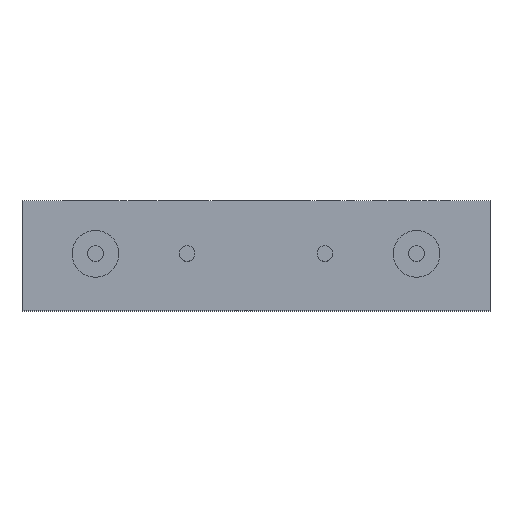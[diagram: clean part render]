
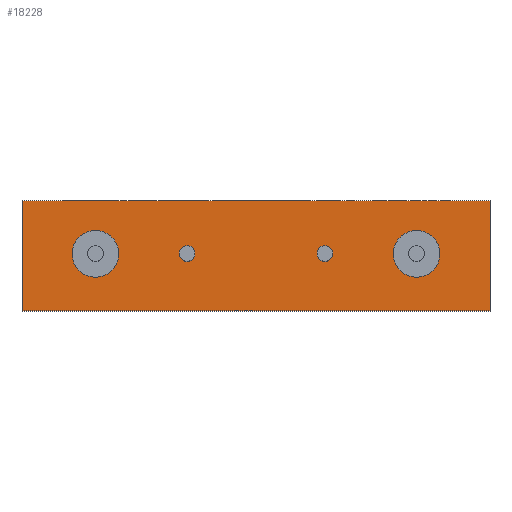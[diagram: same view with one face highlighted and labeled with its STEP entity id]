
A CAD part, top view. The second image highlights one B-rep face of the part: STEP entity #18228.
In plain terms, the highlighted planar face has unit normal (0, 0, 1).
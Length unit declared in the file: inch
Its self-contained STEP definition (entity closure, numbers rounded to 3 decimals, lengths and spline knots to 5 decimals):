
#54 = DIRECTION ( 'NONE',  ( 1., 0., 0. ) ) ;
#109 = CARTESIAN_POINT ( 'NONE',  ( 0.075, 0.062, 0.195 ) ) ;
#359 = AXIS2_PLACEMENT_3D ( 'NONE', #6624, #3110, #15247 ) ;
#420 = DIRECTION ( 'NONE',  ( 0., 0., 1. ) ) ;
#523 = AXIS2_PLACEMENT_3D ( 'NONE', #7326, #10850, #2222 ) ;
#712 = AXIS2_PLACEMENT_3D ( 'NONE', #12201, #15604, #54 ) ;
#723 = DIRECTION ( 'NONE',  ( 0., -1., 0. ) ) ;
#1050 = CARTESIAN_POINT ( 'NONE',  ( 0.175, 0.062, 0.195 ) ) ;
#1097 = CARTESIAN_POINT ( 'NONE',  ( -0.175, 0.062, 0.195 ) ) ;
#1338 = CARTESIAN_POINT ( 'NONE',  ( -0.255, 0., 0.195 ) ) ;
#1369 = FACE_BOUND ( 'NONE', #21441, .T. ) ;
#1688 = VERTEX_POINT ( 'NONE', #18238 ) ;
#1711 = EDGE_CURVE ( 'NONE', #15326, #21392, #10051, .T. ) ;
#1945 = EDGE_CURVE ( 'NONE', #1688, #14863, #17819, .T. ) ;
#2031 = AXIS2_PLACEMENT_3D ( 'NONE', #1050, #3090, #20427 ) ;
#2090 = ORIENTED_EDGE ( 'NONE', *, *, #9866, .F. ) ;
#2207 = CARTESIAN_POINT ( 'NONE',  ( 0.255, 0.12, 0.195 ) ) ;
#2222 = DIRECTION ( 'NONE',  ( -1., 0., 0. ) ) ;
#2288 = DIRECTION ( 'NONE',  ( 1., 0., 0. ) ) ;
#2435 = CARTESIAN_POINT ( 'NONE',  ( -0.255, 0.12, 0.195 ) ) ;
#2956 = CARTESIAN_POINT ( 'NONE',  ( 0.255, 0., 0.195 ) ) ;
#3066 = CARTESIAN_POINT ( 'NONE',  ( -0.255, 0.12, 0.195 ) ) ;
#3090 = DIRECTION ( 'NONE',  ( 0., 0., 1. ) ) ;
#3110 = DIRECTION ( 'NONE',  ( 0., 0., 1. ) ) ;
#3816 = VERTEX_POINT ( 'NONE', #5310 ) ;
#3913 = VECTOR ( 'NONE', #6786, 39.37008 ) ;
#4335 = CARTESIAN_POINT ( 'NONE',  ( -0.0835, 0.062, 0.195 ) ) ;
#4388 = EDGE_CURVE ( 'NONE', #21392, #15326, #10311, .T. ) ;
#4682 = ORIENTED_EDGE ( 'NONE', *, *, #8439, .T. ) ;
#4777 = FACE_BOUND ( 'NONE', #19823, .T. ) ;
#5310 = CARTESIAN_POINT ( 'NONE',  ( 0.2005, 0.062, 0.195 ) ) ;
#5482 = EDGE_LOOP ( 'NONE', ( #17374, #18221, #11794, #4682 ) ) ;
#5638 = EDGE_CURVE ( 'NONE', #3816, #7442, #19184, .T. ) ;
#5891 = DIRECTION ( 'NONE',  ( 0., 0., 1. ) ) ;
#6247 = CARTESIAN_POINT ( 'NONE',  ( -0.1495, 0.062, 0.195 ) ) ;
#6319 = DIRECTION ( 'NONE',  ( 1., 0., 0. ) ) ;
#6582 = DIRECTION ( 'NONE',  ( -1., 0., 0. ) ) ;
#6624 = CARTESIAN_POINT ( 'NONE',  ( 0.175, 0.062, 0.195 ) ) ;
#6739 = CIRCLE ( 'NONE', #2031, 0.0255 ) ;
#6786 = DIRECTION ( 'NONE',  ( 1., 0., 0. ) ) ;
#7326 = CARTESIAN_POINT ( 'NONE',  ( -0.075, 0.062, 0.195 ) ) ;
#7349 = ORIENTED_EDGE ( 'NONE', *, *, #12277, .F. ) ;
#7399 = CARTESIAN_POINT ( 'NONE',  ( -0.2005, 0.062, 0.195 ) ) ;
#7442 = VERTEX_POINT ( 'NONE', #14674 ) ;
#7524 = CIRCLE ( 'NONE', #20184, 0.0085 ) ;
#7614 = VERTEX_POINT ( 'NONE', #7399 ) ;
#7745 = VERTEX_POINT ( 'NONE', #2956 ) ;
#7878 = AXIS2_PLACEMENT_3D ( 'NONE', #21536, #5891, #12810 ) ;
#8277 = CARTESIAN_POINT ( 'NONE',  ( 0.255, 0.12, 0.195 ) ) ;
#8439 = EDGE_CURVE ( 'NONE', #1688, #21079, #17975, .T. ) ;
#9068 = VERTEX_POINT ( 'NONE', #15211 ) ;
#9866 = EDGE_CURVE ( 'NONE', #7442, #3816, #6739, .T. ) ;
#10051 = CIRCLE ( 'NONE', #7878, 0.0085 ) ;
#10180 = EDGE_LOOP ( 'NONE', ( #20618, #18123 ) ) ;
#10311 = CIRCLE ( 'NONE', #523, 0.0085 ) ;
#10445 = VECTOR ( 'NONE', #22214, 39.37008 ) ;
#10603 = VERTEX_POINT ( 'NONE', #6247 ) ;
#10850 = DIRECTION ( 'NONE',  ( 0., 0., 1. ) ) ;
#10876 = EDGE_CURVE ( 'NONE', #21824, #9068, #7524, .T. ) ;
#11010 = CARTESIAN_POINT ( 'NONE',  ( -0.255, 0., 0.195 ) ) ;
#11059 = EDGE_CURVE ( 'NONE', #21079, #7745, #11782, .T. ) ;
#11782 = LINE ( 'NONE', #1338, #3913 ) ;
#11794 = ORIENTED_EDGE ( 'NONE', *, *, #1945, .F. ) ;
#12037 = ORIENTED_EDGE ( 'NONE', *, *, #10876, .F. ) ;
#12134 = FACE_BOUND ( 'NONE', #10180, .T. ) ;
#12201 = CARTESIAN_POINT ( 'NONE',  ( -0.175, 0.062, 0.195 ) ) ;
#12277 = EDGE_CURVE ( 'NONE', #9068, #21824, #20599, .T. ) ;
#12299 = AXIS2_PLACEMENT_3D ( 'NONE', #17443, #420, #17781 ) ;
#12637 = EDGE_CURVE ( 'NONE', #7614, #10603, #20619, .T. ) ;
#12810 = DIRECTION ( 'NONE',  ( -1., 0., 0. ) ) ;
#13439 = ORIENTED_EDGE ( 'NONE', *, *, #1711, .F. ) ;
#14216 = EDGE_CURVE ( 'NONE', #10603, #7614, #15334, .T. ) ;
#14363 = ORIENTED_EDGE ( 'NONE', *, *, #4388, .F. ) ;
#14553 = CARTESIAN_POINT ( 'NONE',  ( 0.0835, 0.062, 0.195 ) ) ;
#14674 = CARTESIAN_POINT ( 'NONE',  ( 0.1495, 0.062, 0.195 ) ) ;
#14863 = VERTEX_POINT ( 'NONE', #2207 ) ;
#14961 = VECTOR ( 'NONE', #723, 39.37008 ) ;
#15207 = FACE_OUTER_BOUND ( 'NONE', #5482, .T. ) ;
#15211 = CARTESIAN_POINT ( 'NONE',  ( 0.0665, 0.062, 0.195 ) ) ;
#15247 = DIRECTION ( 'NONE',  ( 1., 0., 0. ) ) ;
#15326 = VERTEX_POINT ( 'NONE', #4335 ) ;
#15334 = CIRCLE ( 'NONE', #16436, 0.0255 ) ;
#15604 = DIRECTION ( 'NONE',  ( 0., 0., 1. ) ) ;
#15925 = EDGE_LOOP ( 'NONE', ( #7349, #12037 ) ) ;
#15999 = DIRECTION ( 'NONE',  ( -1., 0., 0. ) ) ;
#16436 = AXIS2_PLACEMENT_3D ( 'NONE', #1097, #17099, #6319 ) ;
#17099 = DIRECTION ( 'NONE',  ( 0., 0., 1. ) ) ;
#17244 = DIRECTION ( 'NONE',  ( 0., 0., -1. ) ) ;
#17374 = ORIENTED_EDGE ( 'NONE', *, *, #11059, .T. ) ;
#17443 = CARTESIAN_POINT ( 'NONE',  ( 0.075, 0.062, 0.195 ) ) ;
#17781 = DIRECTION ( 'NONE',  ( -1., 0., 0. ) ) ;
#17819 = LINE ( 'NONE', #21214, #19105 ) ;
#17975 = LINE ( 'NONE', #2435, #14961 ) ;
#18123 = ORIENTED_EDGE ( 'NONE', *, *, #12637, .F. ) ;
#18221 = ORIENTED_EDGE ( 'NONE', *, *, #21171, .F. ) ;
#18228 = ADVANCED_FACE ( 'NONE', ( #12134, #4777, #19048, #1369, #15207 ), #18591, .F. ) ;
#18238 = CARTESIAN_POINT ( 'NONE',  ( -0.255, 0.12, 0.195 ) ) ;
#18555 = ORIENTED_EDGE ( 'NONE', *, *, #5638, .F. ) ;
#18591 = PLANE ( 'NONE',  #18991 ) ;
#18991 = AXIS2_PLACEMENT_3D ( 'NONE', #3066, #17244, #6582 ) ;
#19048 = FACE_BOUND ( 'NONE', #15925, .T. ) ;
#19105 = VECTOR ( 'NONE', #2288, 39.37008 ) ;
#19184 = CIRCLE ( 'NONE', #359, 0.0255 ) ;
#19823 = EDGE_LOOP ( 'NONE', ( #18555, #2090 ) ) ;
#20184 = AXIS2_PLACEMENT_3D ( 'NONE', #109, #21082, #15999 ) ;
#20427 = DIRECTION ( 'NONE',  ( 1., 0., 0. ) ) ;
#20599 = CIRCLE ( 'NONE', #12299, 0.0085 ) ;
#20618 = ORIENTED_EDGE ( 'NONE', *, *, #14216, .F. ) ;
#20619 = CIRCLE ( 'NONE', #712, 0.0255 ) ;
#21079 = VERTEX_POINT ( 'NONE', #11010 ) ;
#21082 = DIRECTION ( 'NONE',  ( 0., 0., 1. ) ) ;
#21171 = EDGE_CURVE ( 'NONE', #14863, #7745, #21879, .T. ) ;
#21214 = CARTESIAN_POINT ( 'NONE',  ( -0.255, 0.12, 0.195 ) ) ;
#21392 = VERTEX_POINT ( 'NONE', #22055 ) ;
#21441 = EDGE_LOOP ( 'NONE', ( #13439, #14363 ) ) ;
#21536 = CARTESIAN_POINT ( 'NONE',  ( -0.075, 0.062, 0.195 ) ) ;
#21824 = VERTEX_POINT ( 'NONE', #14553 ) ;
#21879 = LINE ( 'NONE', #8277, #10445 ) ;
#22055 = CARTESIAN_POINT ( 'NONE',  ( -0.0665, 0.062, 0.195 ) ) ;
#22214 = DIRECTION ( 'NONE',  ( 0., -1., 0. ) ) ;
